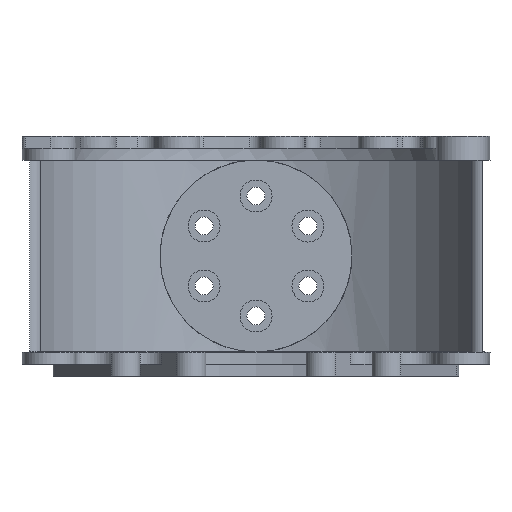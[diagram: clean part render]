
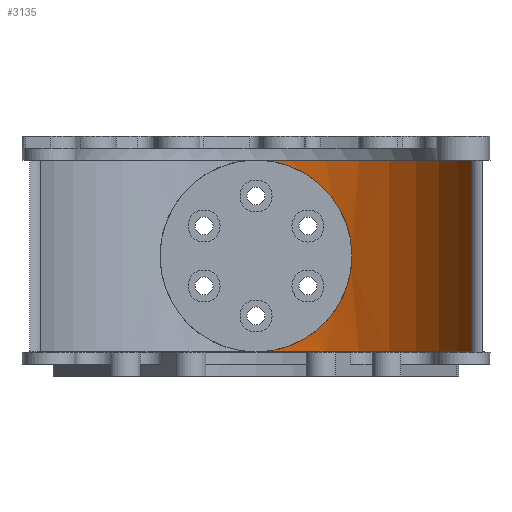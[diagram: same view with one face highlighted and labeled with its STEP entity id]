
A CAD part, front view. The second image highlights one B-rep face of the part: STEP entity #3135.
In plain terms, the highlighted cylindrical face has radius 56.5 mm (diameter 113 mm), a partial arc.
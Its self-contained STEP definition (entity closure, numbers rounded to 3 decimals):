
#43 = CARTESIAN_POINT ( 'NONE',  ( 0., 0., 24. ) ) ;
#150 = FACE_OUTER_BOUND ( 'NONE', #5580, .T. ) ;
#180 = CARTESIAN_POINT ( 'NONE',  ( 0., 0., -145.046 ) ) ;
#217 = CARTESIAN_POINT ( 'NONE',  ( 15.555, 54.318, 18.281 ) ) ;
#253 = CARTESIAN_POINT ( 'NONE',  ( 22., 52.041, 9.601 ) ) ;
#321 = CARTESIAN_POINT ( 'NONE',  ( 21.513, 52.245, -10.667 ) ) ;
#358 = CARTESIAN_POINT ( 'NONE',  ( 3.195, 56.415, -23.8 ) ) ;
#365 = EDGE_CURVE ( 'NONE', #6125, #399, #1599, .T. ) ;
#399 = VERTEX_POINT ( 'NONE', #1843 ) ;
#421 = CARTESIAN_POINT ( 'NONE',  ( 23.673, 51.302, 3.971 ) ) ;
#467 = VERTEX_POINT ( 'NONE', #1300 ) ;
#592 = CARTESIAN_POINT ( 'NONE',  ( 4.353, 56.333, 23.605 ) ) ;
#623 = CARTESIAN_POINT ( 'NONE',  ( 21.84, 52.109, 9.959 ) ) ;
#757 = CARTESIAN_POINT ( 'NONE',  ( 12.744, 55.048, 20.352 ) ) ;
#793 = CARTESIAN_POINT ( 'NONE',  ( 20.766, 52.547, 12.058 ) ) ;
#937 = CARTESIAN_POINT ( 'NONE',  ( 10.694, 55.48, -21.489 ) ) ;
#966 = CARTESIAN_POINT ( 'NONE',  ( 21.85, 52.105, -9.959 ) ) ;
#1169 = CARTESIAN_POINT ( 'NONE',  ( 9.979, 55.617, 21.841 ) ) ;
#1300 = CARTESIAN_POINT ( 'NONE',  ( 53.811, 17.222, 24. ) ) ;
#1334 = CARTESIAN_POINT ( 'NONE',  ( 16.427, 54.06, 17.502 ) ) ;
#1440 = CARTESIAN_POINT ( 'NONE',  ( 14.026, 54.735, -19.49 ) ) ;
#1458 = AXIS2_PLACEMENT_3D ( 'NONE', #180, #2790, #3467 ) ;
#1475 = CARTESIAN_POINT ( 'NONE',  ( 0., 56.5, -24. ) ) ;
#1518 = CARTESIAN_POINT ( 'NONE',  ( 23.217, 51.511, -6.287 ) ) ;
#1548 = CARTESIAN_POINT ( 'NONE',  ( 3.977, 56.365, -23.681 ) ) ;
#1599 = CIRCLE ( 'NONE', #4014, 56.5 ) ;
#1710 = EDGE_CURVE ( 'NONE', #6125, #467, #4484, .T. ) ;
#1746 = CARTESIAN_POINT ( 'NONE',  ( 53.811, 17.222, -145.046 ) ) ;
#1840 = ORIENTED_EDGE ( 'NONE', *, *, #4510, .T. ) ;
#1843 = CARTESIAN_POINT ( 'NONE',  ( 0., 56.5, -24. ) ) ;
#1877 = CARTESIAN_POINT ( 'NONE',  ( 3.961, 56.362, 23.674 ) ) ;
#1908 = CARTESIAN_POINT ( 'NONE',  ( 3.17, 56.412, 23.793 ) ) ;
#1960 = B_SPLINE_CURVE_WITH_KNOTS ( 'NONE', 3,
 ( #5539, #3034, #6822, #5231, #1908, #1877, #592, #4040, #6115, #1169, #6248, #2253, #757, #4454, #6650, #217, #3372, #1334, #3529, #5698, #5570, #2830, #793, #2998, #5197, #623, #253, #4659, #6853, #3140, #421, #5944, #6926, #6417, #3105, #5310, #2632, #1518, #5838, #966, #321, #2534, #6458, #5880, #5371, #2599, #4147, #7057, #1440, #4798, #6356, #3602, #937, #3666, #4247, #5410, #3169, #1548, #358, #5340, #2015, #1475 ),
 .UNSPECIFIED., .F., .F.,
 ( 4, 2, 2, 2, 2, 2, 2, 2, 2, 2, 2, 2, 2, 2, 2, 2, 2, 2, 2, 2, 2, 2, 2, 2, 2, 2, 2, 2, 2, 2, 4 ),
 ( 0.076, 0.078, 0.08, 0.081, 0.085, 0.088, 0.09, 0.093, 0.094, 0.095, 0.1, 0.102, 0.103, 0.104, 0.109, 0.11, 0.112, 0.114, 0.119, 0.123, 0.126, 0.128, 0.133, 0.135, 0.138, 0.14, 0.141, 0.142, 0.147, 0.149, 0.152 ),
 .UNSPECIFIED. ) ;
#2015 = CARTESIAN_POINT ( 'NONE',  ( 0.802, 56.5, -24. ) ) ;
#2124 = ORIENTED_EDGE ( 'NONE', *, *, #1710, .T. ) ;
#2192 = CIRCLE ( 'NONE', #6219, 56.5 ) ;
#2253 = CARTESIAN_POINT ( 'NONE',  ( 12.077, 55.199, 20.755 ) ) ;
#2316 = DIRECTION ( 'NONE',  ( 1., 0., 0. ) ) ;
#2407 = DIRECTION ( 'NONE',  ( 0., 0., -1. ) ) ;
#2527 = ORIENTED_EDGE ( 'NONE', *, *, #365, .F. ) ;
#2534 = CARTESIAN_POINT ( 'NONE',  ( 20.768, 52.546, -12.054 ) ) ;
#2599 = CARTESIAN_POINT ( 'NONE',  ( 16.43, 54.062, -17.512 ) ) ;
#2632 = CARTESIAN_POINT ( 'NONE',  ( 23.846, 51.222, -3.15 ) ) ;
#2790 = DIRECTION ( 'NONE',  ( 0., 0., 1. ) ) ;
#2830 = CARTESIAN_POINT ( 'NONE',  ( 20.363, 52.705, 12.725 ) ) ;
#2972 = VECTOR ( 'NONE', #3939, 1000. ) ;
#2998 = CARTESIAN_POINT ( 'NONE',  ( 21.324, 52.322, 11.021 ) ) ;
#3034 = CARTESIAN_POINT ( 'NONE',  ( 0.791, 56.5, 24. ) ) ;
#3105 = CARTESIAN_POINT ( 'NONE',  ( 24., 51.149, 0.799 ) ) ;
#3135 = ADVANCED_FACE ( 'NONE', ( #150 ), #4041, .F. ) ;
#3140 = CARTESIAN_POINT ( 'NONE',  ( 23.604, 51.333, 4.362 ) ) ;
#3169 = CARTESIAN_POINT ( 'NONE',  ( 6.293, 56.17, -23.214 ) ) ;
#3242 = ORIENTED_EDGE ( 'NONE', *, *, #6052, .F. ) ;
#3372 = CARTESIAN_POINT ( 'NONE',  ( 15.849, 54.232, 18.027 ) ) ;
#3393 = CARTESIAN_POINT ( 'NONE',  ( 0., 0., -24. ) ) ;
#3467 = DIRECTION ( 'NONE',  ( 1., 0., 0. ) ) ;
#3529 = CARTESIAN_POINT ( 'NONE',  ( 16.711, 53.973, 17.231 ) ) ;
#3602 = CARTESIAN_POINT ( 'NONE',  ( 11.044, 55.411, -21.312 ) ) ;
#3666 = CARTESIAN_POINT ( 'NONE',  ( 9.984, 55.612, -21.828 ) ) ;
#3925 = CARTESIAN_POINT ( 'NONE',  ( 0., 56.5, 24. ) ) ;
#3939 = DIRECTION ( 'NONE',  ( 0., 0., 1. ) ) ;
#4014 = AXIS2_PLACEMENT_3D ( 'NONE', #3393, #4517, #2316 ) ;
#4040 = CARTESIAN_POINT ( 'NONE',  ( 6.296, 56.17, 23.214 ) ) ;
#4041 = CYLINDRICAL_SURFACE ( 'NONE', #1458, 56.5 ) ;
#4064 = CARTESIAN_POINT ( 'NONE',  ( 53.811, 17.222, -24. ) ) ;
#4078 = VERTEX_POINT ( 'NONE', #3925 ) ;
#4147 = CARTESIAN_POINT ( 'NONE',  ( 15.848, 54.235, -18.04 ) ) ;
#4247 = CARTESIAN_POINT ( 'NONE',  ( 9.622, 55.676, -21.99 ) ) ;
#4454 = CARTESIAN_POINT ( 'NONE',  ( 14.033, 54.734, 19.486 ) ) ;
#4484 = LINE ( 'NONE', #1746, #2972 ) ;
#4510 = EDGE_CURVE ( 'NONE', #4078, #399, #1960, .T. ) ;
#4517 = DIRECTION ( 'NONE',  ( 0., 0., 1. ) ) ;
#4611 = DIRECTION ( 'NONE',  ( 1., 0., 0. ) ) ;
#4659 = CARTESIAN_POINT ( 'NONE',  ( 22.753, 51.72, 7.794 ) ) ;
#4798 = CARTESIAN_POINT ( 'NONE',  ( 12.739, 55.049, -20.355 ) ) ;
#5197 = CARTESIAN_POINT ( 'NONE',  ( 21.502, 52.249, 10.668 ) ) ;
#5231 = CARTESIAN_POINT ( 'NONE',  ( 2.772, 56.433, 23.843 ) ) ;
#5310 = CARTESIAN_POINT ( 'NONE',  ( 24.001, 51.149, -1.575 ) ) ;
#5340 = CARTESIAN_POINT ( 'NONE',  ( 1.608, 56.483, -23.959 ) ) ;
#5371 = CARTESIAN_POINT ( 'NONE',  ( 18.082, 53.541, -15.858 ) ) ;
#5410 = CARTESIAN_POINT ( 'NONE',  ( 7.796, 55.979, -22.754 ) ) ;
#5539 = CARTESIAN_POINT ( 'NONE',  ( 0., 56.5, 24. ) ) ;
#5570 = CARTESIAN_POINT ( 'NONE',  ( 19.068, 53.193, 14.657 ) ) ;
#5580 = EDGE_LOOP ( 'NONE', ( #2527, #2124, #3242, #1840 ) ) ;
#5698 = CARTESIAN_POINT ( 'NONE',  ( 18.088, 53.539, 15.851 ) ) ;
#5838 = CARTESIAN_POINT ( 'NONE',  ( 22.754, 51.72, -7.791 ) ) ;
#5880 = CARTESIAN_POINT ( 'NONE',  ( 19.064, 53.195, -14.662 ) ) ;
#5944 = CARTESIAN_POINT ( 'NONE',  ( 23.791, 51.247, 3.182 ) ) ;
#6052 = EDGE_CURVE ( 'NONE', #4078, #467, #2192, .T. ) ;
#6115 = CARTESIAN_POINT ( 'NONE',  ( 7.799, 55.979, 22.752 ) ) ;
#6125 = VERTEX_POINT ( 'NONE', #4064 ) ;
#6219 = AXIS2_PLACEMENT_3D ( 'NONE', #43, #2407, #4611 ) ;
#6248 = CARTESIAN_POINT ( 'NONE',  ( 10.696, 55.483, 21.499 ) ) ;
#6356 = CARTESIAN_POINT ( 'NONE',  ( 12.074, 55.199, -20.756 ) ) ;
#6417 = CARTESIAN_POINT ( 'NONE',  ( 23.96, 51.168, 1.592 ) ) ;
#6458 = CARTESIAN_POINT ( 'NONE',  ( 20.363, 52.705, -12.725 ) ) ;
#6650 = CARTESIAN_POINT ( 'NONE',  ( 14.655, 54.57, 19.022 ) ) ;
#6822 = CARTESIAN_POINT ( 'NONE',  ( 1.582, 56.483, 23.961 ) ) ;
#6853 = CARTESIAN_POINT ( 'NONE',  ( 23.213, 51.513, 6.299 ) ) ;
#6926 = CARTESIAN_POINT ( 'NONE',  ( 23.841, 51.223, 2.784 ) ) ;
#7057 = CARTESIAN_POINT ( 'NONE',  ( 14.648, 54.572, -19.028 ) ) ;
